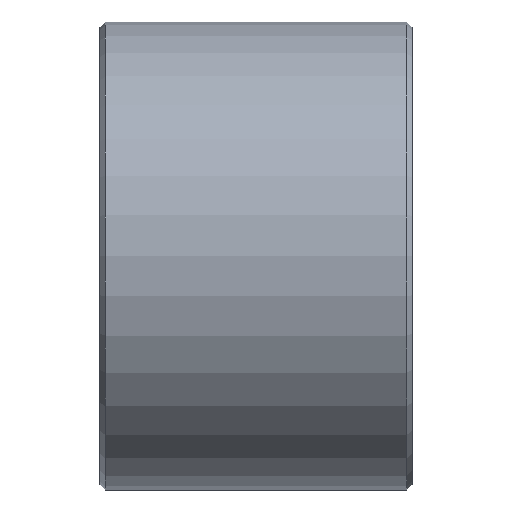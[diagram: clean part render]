
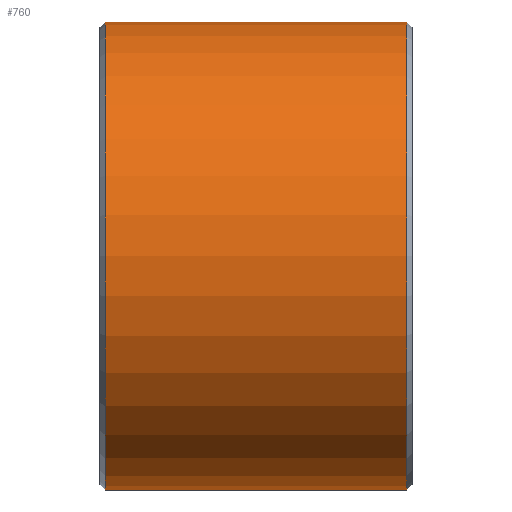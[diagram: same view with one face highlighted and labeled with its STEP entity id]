
A CAD part, top view. The second image highlights one B-rep face of the part: STEP entity #760.
In plain terms, the highlighted cylindrical face has radius 22.5 mm (diameter 45 mm), a partial arc.
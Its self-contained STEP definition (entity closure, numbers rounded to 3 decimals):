
#635=CARTESIAN_POINT('Vertex',(14.5,22.5,0.)) ;
#638=CARTESIAN_POINT('Axis2P3D Location',(14.5,0.,0.)) ;
#642=CARTESIAN_POINT('Vertex',(14.5,-22.5,0.)) ;
#730=CARTESIAN_POINT('Axis2P3D Location',(0.,0.,0.)) ;
#735=CARTESIAN_POINT('Line Origine',(0.,-22.5,0.)) ;
#739=CARTESIAN_POINT('Vertex',(-14.5,-22.5,0.)) ;
#742=CARTESIAN_POINT('Line Origine',(0.,22.5,0.)) ;
#746=CARTESIAN_POINT('Vertex',(-14.5,22.5,0.)) ;
#749=CARTESIAN_POINT('Axis2P3D Location',(-14.5,0.,0.)) ;
#639=DIRECTION('Axis2P3D Direction',(1.,0.,0.)) ;
#731=DIRECTION('Axis2P3D Direction',(1.,0.,0.)) ;
#732=DIRECTION('Axis2P3D XDirection',(0.,1.,0.)) ;
#736=DIRECTION('Vector Direction',(1.,0.,0.)) ;
#743=DIRECTION('Vector Direction',(1.,0.,0.)) ;
#750=DIRECTION('Axis2P3D Direction',(1.,0.,0.)) ;
#640=AXIS2_PLACEMENT_3D('Circle Axis2P3D',#638,#639,$) ;
#733=AXIS2_PLACEMENT_3D('Cylinder Axis2P3D',#730,#731,#732) ;
#751=AXIS2_PLACEMENT_3D('Circle Axis2P3D',#749,#750,$) ;
#755=ORIENTED_EDGE('',*,*,#741,.T.) ;
#756=ORIENTED_EDGE('',*,*,#644,.F.) ;
#757=ORIENTED_EDGE('',*,*,#748,.F.) ;
#758=ORIENTED_EDGE('',*,*,#753,.T.) ;
#737=VECTOR('Line Direction',#736,1.) ;
#744=VECTOR('Line Direction',#743,1.) ;
#760=ADVANCED_FACE('Corps principal',(#759),#734,.T.) ;
#641=CIRCLE('generated circle',#640,22.5) ;
#752=CIRCLE('generated circle',#751,22.5) ;
#734=CYLINDRICAL_SURFACE('generated cylinder',#733,22.5) ;
#644=EDGE_CURVE('',#636,#643,#641,.T.) ;
#741=EDGE_CURVE('',#740,#643,#738,.T.) ;
#748=EDGE_CURVE('',#747,#636,#745,.T.) ;
#753=EDGE_CURVE('',#747,#740,#752,.T.) ;
#754=EDGE_LOOP('',(#755,#756,#757,#758)) ;
#759=FACE_OUTER_BOUND('',#754,.T.) ;
#738=LINE('Line',#735,#737) ;
#745=LINE('Line',#742,#744) ;
#636=VERTEX_POINT('',#635) ;
#643=VERTEX_POINT('',#642) ;
#740=VERTEX_POINT('',#739) ;
#747=VERTEX_POINT('',#746) ;
